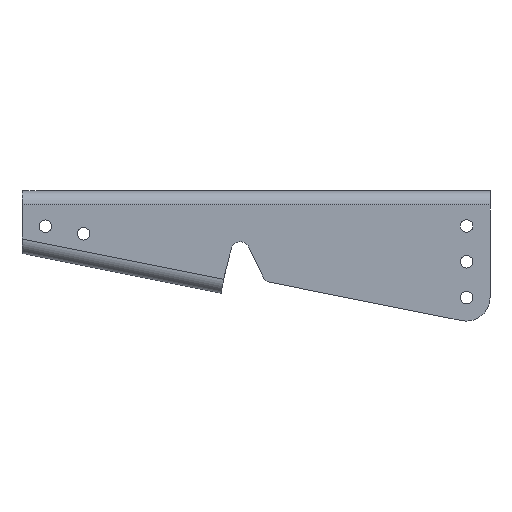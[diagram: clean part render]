
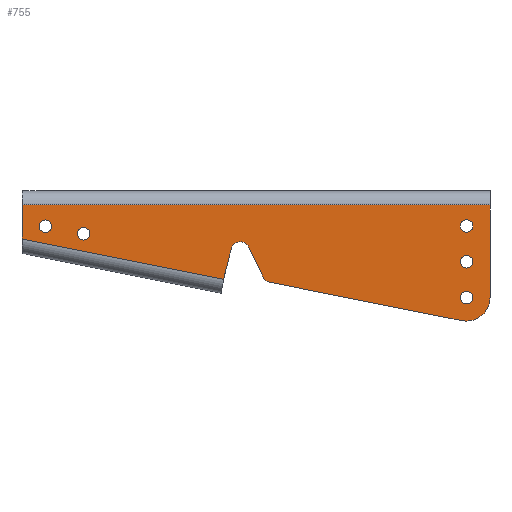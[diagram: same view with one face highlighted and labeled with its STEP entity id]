
A CAD part, front view. The second image highlights one B-rep face of the part: STEP entity #755.
In plain terms, the highlighted planar face has unit normal (0, -1, 0).
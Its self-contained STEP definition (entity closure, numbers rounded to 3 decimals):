
#36=FACE_BOUND('',#146,.T.);
#37=FACE_BOUND('',#147,.T.);
#38=FACE_BOUND('',#148,.T.);
#39=FACE_BOUND('',#149,.T.);
#40=FACE_BOUND('',#150,.T.);
#54=PLANE('',#858);
#91=FACE_OUTER_BOUND('',#145,.T.);
#145=EDGE_LOOP('',(#679,#680,#681,#682,#683,#684,#685,#686,#687,#688,#689,
#690));
#146=EDGE_LOOP('',(#691));
#147=EDGE_LOOP('',(#692));
#148=EDGE_LOOP('',(#693));
#149=EDGE_LOOP('',(#694));
#150=EDGE_LOOP('',(#695));
#175=LINE('',#1196,#234);
#188=LINE('',#1234,#247);
#192=LINE('',#1249,#251);
#197=LINE('',#1267,#256);
#201=LINE('',#1277,#260);
#206=LINE('',#1288,#265);
#207=LINE('',#1293,#266);
#209=LINE('',#1296,#268);
#234=VECTOR('',#975,10.);
#247=VECTOR('',#1012,10.);
#251=VECTOR('',#1026,10.);
#256=VECTOR('',#1045,10.);
#260=VECTOR('',#1057,10.);
#265=VECTOR('',#1068,10.);
#266=VECTOR('',#1077,10.);
#268=VECTOR('',#1081,10.);
#282=CIRCLE('',#796,2.);
#284=CIRCLE('',#799,2.);
#286=CIRCLE('',#802,2.);
#288=CIRCLE('',#805,2.);
#290=CIRCLE('',#808,2.);
#302=CIRCLE('',#836,3.);
#304=CIRCLE('',#840,3.);
#306=CIRCLE('',#843,7.5);
#308=CIRCLE('',#847,3.);
#324=VERTEX_POINT('',#1126);
#326=VERTEX_POINT('',#1132);
#328=VERTEX_POINT('',#1138);
#330=VERTEX_POINT('',#1144);
#332=VERTEX_POINT('',#1150);
#349=VERTEX_POINT('',#1193);
#350=VERTEX_POINT('',#1195);
#362=VERTEX_POINT('',#1231);
#363=VERTEX_POINT('',#1233);
#366=VERTEX_POINT('',#1240);
#367=VERTEX_POINT('',#1242);
#369=VERTEX_POINT('',#1248);
#372=VERTEX_POINT('',#1258);
#373=VERTEX_POINT('',#1260);
#375=VERTEX_POINT('',#1266);
#377=VERTEX_POINT('',#1272);
#380=VERTEX_POINT('',#1286);
#401=EDGE_CURVE('',#324,#324,#282,.T.);
#404=EDGE_CURVE('',#326,#326,#284,.T.);
#407=EDGE_CURVE('',#328,#328,#286,.T.);
#410=EDGE_CURVE('',#330,#330,#288,.T.);
#413=EDGE_CURVE('',#332,#332,#290,.T.);
#434=EDGE_CURVE('',#349,#350,#175,.T.);
#453=EDGE_CURVE('',#363,#362,#188,.T.);
#457=EDGE_CURVE('',#367,#366,#302,.T.);
#460=EDGE_CURVE('',#369,#367,#192,.T.);
#463=EDGE_CURVE('',#362,#369,#304,.T.);
#466=EDGE_CURVE('',#373,#372,#306,.T.);
#469=EDGE_CURVE('',#375,#373,#197,.T.);
#472=EDGE_CURVE('',#377,#375,#308,.T.);
#475=EDGE_CURVE('',#366,#377,#201,.T.);
#481=EDGE_CURVE('',#380,#372,#206,.T.);
#483=EDGE_CURVE('',#363,#349,#207,.T.);
#485=EDGE_CURVE('',#350,#380,#209,.T.);
#679=ORIENTED_EDGE('',*,*,#466,.T.);
#680=ORIENTED_EDGE('',*,*,#481,.F.);
#681=ORIENTED_EDGE('',*,*,#485,.F.);
#682=ORIENTED_EDGE('',*,*,#434,.F.);
#683=ORIENTED_EDGE('',*,*,#483,.F.);
#684=ORIENTED_EDGE('',*,*,#453,.T.);
#685=ORIENTED_EDGE('',*,*,#463,.T.);
#686=ORIENTED_EDGE('',*,*,#460,.T.);
#687=ORIENTED_EDGE('',*,*,#457,.T.);
#688=ORIENTED_EDGE('',*,*,#475,.T.);
#689=ORIENTED_EDGE('',*,*,#472,.T.);
#690=ORIENTED_EDGE('',*,*,#469,.T.);
#691=ORIENTED_EDGE('',*,*,#401,.T.);
#692=ORIENTED_EDGE('',*,*,#404,.T.);
#693=ORIENTED_EDGE('',*,*,#407,.T.);
#694=ORIENTED_EDGE('',*,*,#410,.T.);
#695=ORIENTED_EDGE('',*,*,#413,.T.);
#755=ADVANCED_FACE('',(#91,#36,#37,#38,#39,#40),#54,.F.);
#796=AXIS2_PLACEMENT_3D('',#1128,#908,#909);
#799=AXIS2_PLACEMENT_3D('',#1134,#915,#916);
#802=AXIS2_PLACEMENT_3D('',#1140,#922,#923);
#805=AXIS2_PLACEMENT_3D('',#1146,#929,#930);
#808=AXIS2_PLACEMENT_3D('',#1152,#936,#937);
#836=AXIS2_PLACEMENT_3D('',#1243,#1020,#1021);
#840=AXIS2_PLACEMENT_3D('',#1253,#1032,#1033);
#843=AXIS2_PLACEMENT_3D('',#1261,#1039,#1040);
#847=AXIS2_PLACEMENT_3D('',#1273,#1051,#1052);
#858=AXIS2_PLACEMENT_3D('',#1298,#1084,#1085);
#908=DIRECTION('center_axis',(0.,1.,0.));
#909=DIRECTION('ref_axis',(1.,0.,0.));
#915=DIRECTION('center_axis',(0.,1.,0.));
#916=DIRECTION('ref_axis',(1.,0.,0.));
#922=DIRECTION('center_axis',(0.,1.,0.));
#923=DIRECTION('ref_axis',(1.,0.,0.));
#929=DIRECTION('center_axis',(0.,1.,0.));
#930=DIRECTION('ref_axis',(1.,0.,0.));
#936=DIRECTION('center_axis',(0.,1.,0.));
#937=DIRECTION('ref_axis',(1.,0.,0.));
#975=DIRECTION('',(0.,0.,1.));
#1012=DIRECTION('',(0.196,0.,0.981));
#1020=DIRECTION('center_axis',(0.,1.,0.));
#1021=DIRECTION('ref_axis',(0.902,0.,0.432));
#1026=DIRECTION('',(0.253,0.,0.968));
#1032=DIRECTION('center_axis',(0.,1.,0.));
#1033=DIRECTION('ref_axis',(-0.968,0.,0.253));
#1039=DIRECTION('center_axis',(0.,-1.,0.));
#1040=DIRECTION('ref_axis',(0.196,0.,0.981));
#1045=DIRECTION('',(0.981,0.,-0.196));
#1051=DIRECTION('center_axis',(0.,-1.,0.));
#1052=DIRECTION('ref_axis',(0.902,0.,0.432));
#1057=DIRECTION('',(0.432,0.,-0.902));
#1068=DIRECTION('',(0.,0.,-1.));
#1077=DIRECTION('',(-0.981,0.,0.196));
#1081=DIRECTION('',(1.,0.,0.));
#1084=DIRECTION('center_axis',(0.,1.,0.));
#1085=DIRECTION('ref_axis',(0.,0.,1.));
#1126=CARTESIAN_POINT('',(5.5,0.,-11.302));
#1128=CARTESIAN_POINT('Origin',(7.5,0.,-11.302));
#1132=CARTESIAN_POINT('',(140.5,0.,-34.223));
#1134=CARTESIAN_POINT('Origin',(142.5,0.,-34.223));
#1138=CARTESIAN_POINT('',(140.5,0.,-11.223));
#1140=CARTESIAN_POINT('Origin',(142.5,0.,-11.223));
#1144=CARTESIAN_POINT('',(140.5,0.,-22.723));
#1146=CARTESIAN_POINT('Origin',(142.5,0.,-22.723));
#1150=CARTESIAN_POINT('',(17.757,0.,-13.753));
#1152=CARTESIAN_POINT('Origin',(19.757,0.,-13.753));
#1193=CARTESIAN_POINT('',(0.,0.,-15.411));
#1195=CARTESIAN_POINT('',(0.,0.,-4.5));
#1196=CARTESIAN_POINT('',(0.,0.,-20.));
#1231=CARTESIAN_POINT('',(65.058,0.,-26.383));
#1233=CARTESIAN_POINT('',(64.666,0.,-28.344));
#1234=CARTESIAN_POINT('',(64.414,0.,-29.606));
#1240=CARTESIAN_POINT('',(72.706,0.,-18.017));
#1242=CARTESIAN_POINT('',(67.097,0.,-18.554));
#1243=CARTESIAN_POINT('Origin',(70.,0.,-19.312));
#1248=CARTESIAN_POINT('',(65.097,0.,-26.213));
#1249=CARTESIAN_POINT('',(65.562,0.,-24.435));
#1253=CARTESIAN_POINT('Origin',(68.,0.,-26.971));
#1258=CARTESIAN_POINT('',(150.,0.,-34.223));
#1260=CARTESIAN_POINT('',(141.029,0.,-41.577));
#1261=CARTESIAN_POINT('Origin',(142.5,0.,-34.223));
#1266=CARTESIAN_POINT('',(79.412,0.,-29.254));
#1267=CARTESIAN_POINT('',(76.882,0.,-28.748));
#1272=CARTESIAN_POINT('',(77.294,0.,-27.607));
#1273=CARTESIAN_POINT('Origin',(80.,0.,-26.312));
#1277=CARTESIAN_POINT('',(74.279,0.,-21.305));
#1286=CARTESIAN_POINT('',(150.,0.,-4.5));
#1288=CARTESIAN_POINT('',(150.,0.,0.));
#1293=CARTESIAN_POINT('',(112.421,0.,-37.895));
#1296=CARTESIAN_POINT('',(37.5,0.,-4.5));
#1298=CARTESIAN_POINT('Origin',(75.,0.,-25.));
